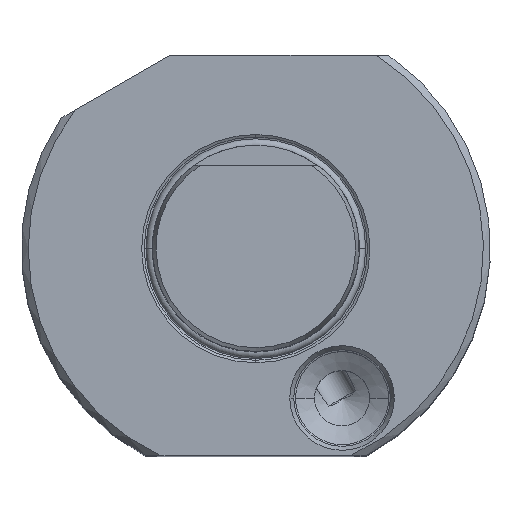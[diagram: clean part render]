
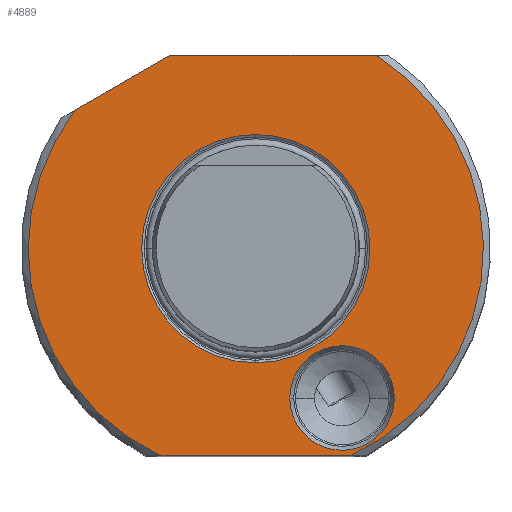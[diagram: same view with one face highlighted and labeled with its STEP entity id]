
A CAD part, top view. The second image highlights one B-rep face of the part: STEP entity #4889.
In plain terms, the highlighted planar face has unit normal (0, 0, 1).
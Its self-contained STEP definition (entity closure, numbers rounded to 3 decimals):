
#1739=CARTESIAN_POINT('',(0,0,0.5));
#1740=DIRECTION('',(0,0,1));
#1741=DIRECTION('',(0,1,0));
#1742=AXIS2_PLACEMENT_3D('',#1739,#1740,#1741);
#1744=CARTESIAN_POINT('',(0,0,0.5));
#1745=DIRECTION('',(0,0,-1));
#1746=DIRECTION('',(0,1,0));
#1747=AXIS2_PLACEMENT_3D('',#1744,#1745,#1746);
#1749=CARTESIAN_POINT('',(12.5,-21.651,0.5));
#1750=DIRECTION('',(0,0,1));
#1751=DIRECTION('',(-1,0,0));
#1752=AXIS2_PLACEMENT_3D('',#1749,#1750,#1751);
#1754=CARTESIAN_POINT('',(12.5,-21.651,0.5));
#1755=DIRECTION('',(0,0,1));
#1756=DIRECTION('',(1,0,0));
#1757=AXIS2_PLACEMENT_3D('',#1754,#1755,#1756);
#1759=DIRECTION('',(0.866,0.5,0));
#1760=VECTOR('',#1759,15.772);
#1761=CARTESIAN_POINT('',(-26.162,20.114,0.5));
#1762=LINE('',#1761,#1760);
#1763=DIRECTION('',(-1,0,0));
#1764=VECTOR('',#1763,29.967);
#1765=CARTESIAN_POINT('',(17.464,28,0.5));
#1766=LINE('',#1765,#1764);
#1767=CARTESIAN_POINT('',(0,0,0.5));
#1768=DIRECTION('',(0,0,1));
#1769=DIRECTION('',(0.417,-0.909,0));
#1770=AXIS2_PLACEMENT_3D('',#1767,#1768,#1769);
#1772=DIRECTION('',(-1,0,0));
#1773=VECTOR('',#1772,27.495);
#1774=CARTESIAN_POINT('',(13.748,-30,0.5));
#1775=LINE('',#1774,#1773);
#1776=CARTESIAN_POINT('',(0,0,0.5));
#1777=DIRECTION('',(0,0,1));
#1778=DIRECTION('',(-0.793,0.61,0));
#1779=AXIS2_PLACEMENT_3D('',#1776,#1777,#1778);
#1817=CARTESIAN_POINT('',(17.464,28,0.5));
#2714=CARTESIAN_POINT('',(0,16.55,0.5));
#2716=VERTEX_POINT('',#2714);
#2720=CARTESIAN_POINT('',(0,-16.55,0.5));
#2722=VERTEX_POINT('',#2720);
#2918=CARTESIAN_POINT('',(4.923,-21.651,0.5));
#2919=CARTESIAN_POINT('',(20.078,-21.651,0.5));
#2920=VERTEX_POINT('',#2918);
#2921=VERTEX_POINT('',#2919);
#2958=CARTESIAN_POINT('',(13.748,-30,0.5));
#2959=CARTESIAN_POINT('',(-13.748,-30,0.5));
#2960=VERTEX_POINT('',#2958);
#2961=VERTEX_POINT('',#2959);
#2966=VERTEX_POINT('',#1817);
#3010=CARTESIAN_POINT('',(-26.162,20.114,0.5));
#3011=CARTESIAN_POINT('',(-12.503,28,0.5));
#3012=VERTEX_POINT('',#3010);
#3013=VERTEX_POINT('',#3011);
#4864=CARTESIAN_POINT('',(0,0,0.5));
#4865=DIRECTION('',(0,0,-1));
#4866=DIRECTION('',(0,-1,0));
#4867=AXIS2_PLACEMENT_3D('',#4864,#4865,#4866);
#4868=PLANE('',#4867);
#4869=ORIENTED_EDGE('',*,*,#3344,.T.);
#4870=ORIENTED_EDGE('',*,*,#3374,.F.);
#4872=ORIENTED_EDGE('',*,*,#4871,.F.);
#4874=ORIENTED_EDGE('',*,*,#4873,.T.);
#4876=ORIENTED_EDGE('',*,*,#4875,.F.);
#4877=EDGE_LOOP('',(#4869,#4870,#4872,#4874,#4876));
#4878=FACE_OUTER_BOUND('',#4877,.F.);
#4880=ORIENTED_EDGE('',*,*,#4879,.T.);
#4882=ORIENTED_EDGE('',*,*,#4881,.T.);
#4883=EDGE_LOOP('',(#4880,#4882));
#4884=FACE_BOUND('',#4883,.F.);
#4885=ORIENTED_EDGE('',*,*,#4846,.T.);
#4886=ORIENTED_EDGE('',*,*,#4857,.F.);
#4887=EDGE_LOOP('',(#4885,#4886));
#4888=FACE_BOUND('',#4887,.F.);
#4889=ADVANCED_FACE('',(#4878,#4884,#4888),#4868,.F.);
#1743=CIRCLE('',#1742,16.55);
#1748=CIRCLE('',#1747,16.55);
#1753=CIRCLE('',#1752,7.578);
#1758=CIRCLE('',#1757,7.578);
#1771=CIRCLE('',#1770,33);
#1780=CIRCLE('',#1779,33);
#3344=EDGE_CURVE('',#3012,#3013,#1762,.T.);
#3374=EDGE_CURVE('',#2966,#3013,#1766,.T.);
#4846=EDGE_CURVE('',#2716,#2722,#1743,.T.);
#4857=EDGE_CURVE('',#2716,#2722,#1748,.T.);
#4871=EDGE_CURVE('',#2960,#2966,#1771,.T.);
#4873=EDGE_CURVE('',#2960,#2961,#1775,.T.);
#4875=EDGE_CURVE('',#3012,#2961,#1780,.T.);
#4879=EDGE_CURVE('',#2920,#2921,#1753,.T.);
#4881=EDGE_CURVE('',#2921,#2920,#1758,.T.);
